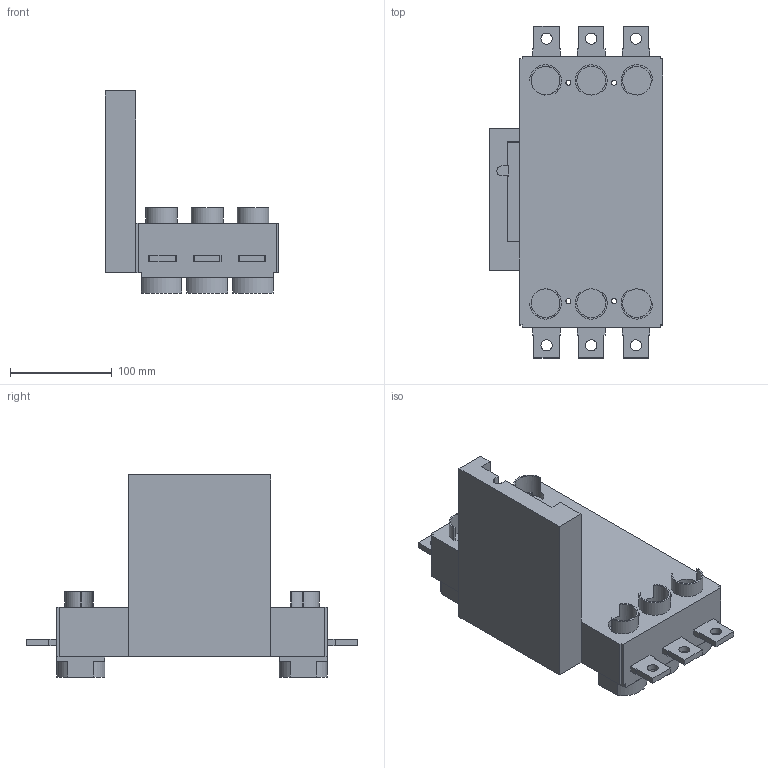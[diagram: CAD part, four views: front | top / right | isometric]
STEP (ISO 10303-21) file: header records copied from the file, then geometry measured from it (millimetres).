
FILE_DESCRIPTION (( 'STEP AP214' ), '1' );
FILE_NAME ('ﾏﾌ1ﾏ-37 糺葢韆浯.STEP', '2018-06-13T11:55:57', ( 'AutoBVT' ), ( 'Microsoft' ), 'SwSTEP 2.0', 'SolidWorks 2014', '' );
FILE_SCHEMA (( 'AUTOMOTIVE_DESIGN' ));
Length unit declared in the file: millimetre
Products named in the file (1): ﾏﾌ1ﾏ-37 糺葢韆浯
Bounding box: 171 x 327 x 199 mm (x, y, z)
Volume: 2764413 mm3; surface area: 220641.7 mm2
Topology: 1 solids, 1 shells, 178 faces, 484 edges, 316 vertices
Faces by surface type: plane 143, cylinder 35
Full cylindrical faces by diameter (mm): 5 x4, 11 x6, 28.3 x6
Entity records: 5494 total; most frequent: CARTESIAN_POINT 951, ORIENTED_EDGE 924, DIRECTION 906, EDGE_CURVE 462, VECTOR 376, LINE 376, VERTEX_POINT 310, AXIS2_PLACEMENT_3D 265
